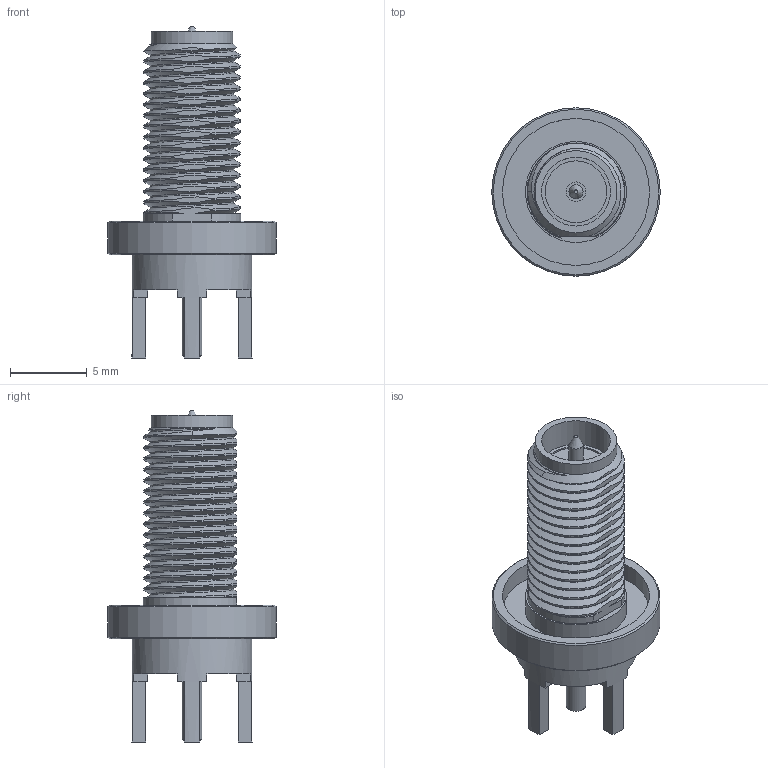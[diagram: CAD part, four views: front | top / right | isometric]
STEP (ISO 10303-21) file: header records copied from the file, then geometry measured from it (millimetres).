
FILE_DESCRIPTION(/* description */ ('Unknown'),/* implementation_level */ '2;1');
FILE_NAME(/* name */ '63012052121509',/* time_stamp */ '2021-03-18T09:42:57+01:00',/* author */ ('Unknown'),/* organization */ ('Unknown'),/* preprocessor_version */ 'ST-DEVELOPER v16.7',/* originating_system */ 'DEX',/* authorisation */ $);
FILE_SCHEMA (('AUTOMOTIVE_DESIGN {1 0 10303 214 3 1 1}'));
Length unit declared in the file: millimetre
Products named in the file (1): 63012052121509
Bounding box: 11 x 11 x 21.69 mm (x, y, z)
Volume: 592.9 mm3; surface area: 860.3 mm2
Topology: 1 solids, 1 shells, 105 faces, 275 edges, 183 vertices
Faces by surface type: plane 60, cylinder 35, cone 6, bspline 4
Full cylindrical faces by diameter (mm): 0.92 x1, 1.27 x2, 1.5 x1, 3.45 x1, 4.03 x1, 4.5 x1, 5.35 x1, 6.6 x1, 7.85 x1, 9.6 x1, 11 x1
Entity records: 12065 total; most frequent: CARTESIAN_POINT 9007, ORIENTED_EDGE 494, DIRECTION 438, EDGE_CURVE 247, VERTEX_POINT 173, AXIS2_PLACEMENT_3D 168, EDGE_LOOP 132, FACE_BOUND 132
